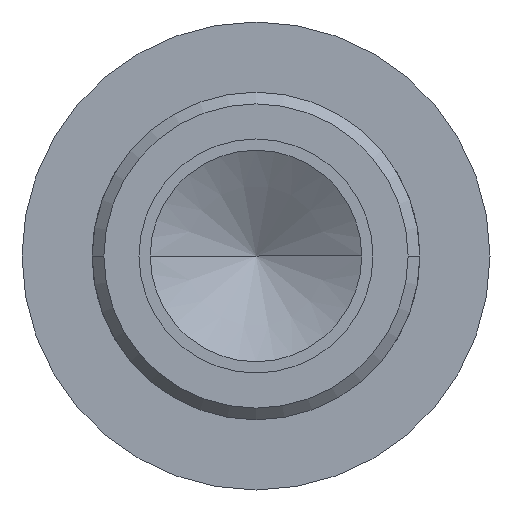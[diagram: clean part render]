
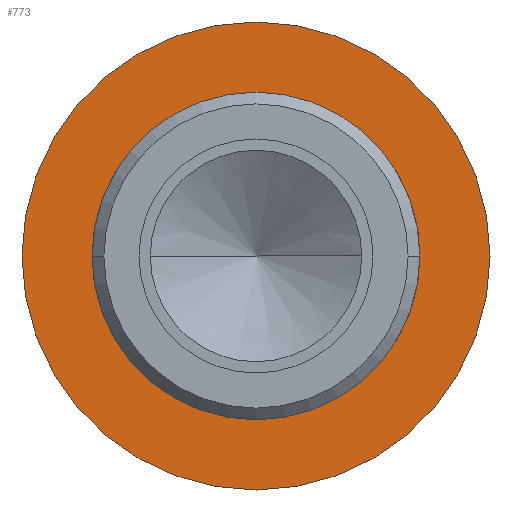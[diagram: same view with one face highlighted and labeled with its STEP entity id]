
A CAD part, left-side view. The second image highlights one B-rep face of the part: STEP entity #773.
In plain terms, the highlighted planar face has unit normal (-1, 0, 0).
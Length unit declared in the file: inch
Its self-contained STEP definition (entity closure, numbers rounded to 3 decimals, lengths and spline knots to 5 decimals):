
#172=CARTESIAN_POINT('',(3.38,1.25,0.0));
#173=VERTEX_POINT('',#172);
#180=CARTESIAN_POINT('',(3.38,-1.25,0.));
#181=VERTEX_POINT('',#180);
#182=CARTESIAN_POINT('',(3.38,0.0,0.0));
#183=DIRECTION('',(1.0,0.0,0.0));
#184=DIRECTION('',(0.0,1.0,0.0));
#185=AXIS2_PLACEMENT_3D('',#182,#183,#184);
#186=CIRCLE('',#185,1.25);
#187=EDGE_CURVE('',#173,#181,#186,.T.);
#266=CARTESIAN_POINT('',(3.38,-0.875,0.));
#267=VERTEX_POINT('',#266);
#274=CARTESIAN_POINT('',(3.38,0.875,0.0));
#275=VERTEX_POINT('',#274);
#276=CARTESIAN_POINT('',(3.38,0.0,0.0));
#277=DIRECTION('',(1.0,0.0,0.0));
#278=DIRECTION('',(0.0,1.0,0.0));
#279=AXIS2_PLACEMENT_3D('',#276,#277,#278);
#280=CIRCLE('',#279,0.875);
#281=EDGE_CURVE('',#275,#267,#280,.T.);
#708=CARTESIAN_POINT('',(3.38,0.0,0.0));
#709=DIRECTION('',(1.0,0.0,0.0));
#710=DIRECTION('',(0.0,1.0,0.0));
#711=AXIS2_PLACEMENT_3D('',#708,#709,#710);
#712=CIRCLE('',#711,0.875);
#713=EDGE_CURVE('',#267,#275,#712,.T.);
#739=CARTESIAN_POINT('',(3.38,0.0,0.0));
#740=DIRECTION('',(1.0,0.0,0.0));
#741=DIRECTION('',(0.0,1.0,0.0));
#742=AXIS2_PLACEMENT_3D('',#739,#740,#741);
#743=CIRCLE('',#742,1.25);
#744=EDGE_CURVE('',#181,#173,#743,.T.);
#760=CARTESIAN_POINT('',(3.38,1.0625,0.0));
#761=DIRECTION('',(-1.0,0.0,0.0));
#762=DIRECTION('',(0.0,0.0,1.0));
#763=AXIS2_PLACEMENT_3D('',#760,#761,#762);
#764=PLANE('',#763);
#765=ORIENTED_EDGE('',*,*,#187,.F.);
#766=ORIENTED_EDGE('',*,*,#744,.F.);
#767=EDGE_LOOP('',(#765,#766));
#768=FACE_OUTER_BOUND('',#767,.T.);
#769=ORIENTED_EDGE('',*,*,#281,.T.);
#770=ORIENTED_EDGE('',*,*,#713,.T.);
#771=EDGE_LOOP('',(#769,#770));
#772=FACE_BOUND('',#771,.T.);
#773=ADVANCED_FACE('',(#768,#772),#764,.T.);
